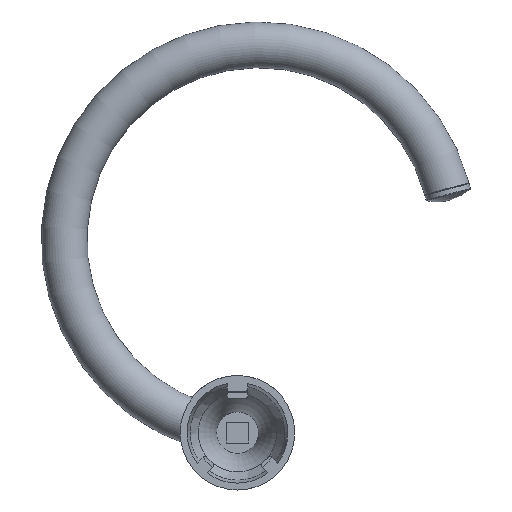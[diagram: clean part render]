
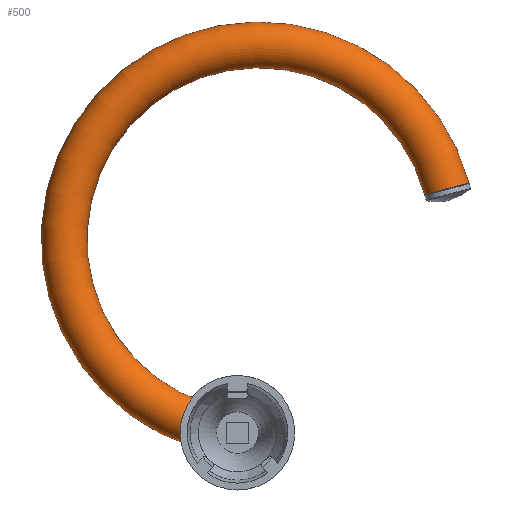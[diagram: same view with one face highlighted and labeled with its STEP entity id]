
A CAD part, front view. The second image highlights one B-rep face of the part: STEP entity #500.
In plain terms, the highlighted toroidal (fillet/blend) face has major radius 85 mm and minor radius 10 mm.
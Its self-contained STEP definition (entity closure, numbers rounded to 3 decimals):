
#136=TOROIDAL_SURFACE('',#1454,85.,10.);
#320=B_SPLINE_CURVE_WITH_KNOTS('',3,(#5155,#5156,#5157,#5158,#5159,#5160,
#5161,#5162,#5163,#5164,#5165,#5166,#5167,#5168,#5169,#5170,#5171,#5172,
#5173,#5174,#5175,#5176,#5177,#5178,#5179,#5180),.UNSPECIFIED.,.T.,.F.,
(2,2,2,2,2,2,2,2,2,2,2,2,2,2,2),(-0.063,0.,0.125,
0.25,0.312,0.375,0.437,
0.5,0.625,0.75,0.812,
0.875,0.938,1.,1.125),.UNSPECIFIED.);
#321=B_SPLINE_CURVE_WITH_KNOTS('',3,(#5183,#5184,#5185,#5186,#5187,#5188,
#5189,#5190,#5191,#5192,#5193,#5194,#5195,#5196,#5197,#5198,#5199,#5200),
 .UNSPECIFIED.,.T.,.F.,(2,2,2,2,2,2,2,2,2,2,2),(-0.125,0.,0.125,0.25,0.375,
0.5,0.625,0.75,0.875,1.,1.125),.UNSPECIFIED.);
#374=FACE_BOUND('',#676,.T.);
#375=FACE_BOUND('',#677,.T.);
#500=ADVANCED_FACE('',(#374,#375),#136,.T.);
#676=EDGE_LOOP('',(#1034));
#677=EDGE_LOOP('',(#1035));
#1034=ORIENTED_EDGE('',*,*,#1345,.T.);
#1035=ORIENTED_EDGE('',*,*,#1344,.F.);
#1165=VERTEX_POINT('',#5181);
#1166=VERTEX_POINT('',#5201);
#1344=EDGE_CURVE('',#1165,#1165,#320,.T.);
#1345=EDGE_CURVE('',#1166,#1166,#321,.T.);
#1454=AXIS2_PLACEMENT_3D('',#5202,#1721,#1722);
#1721=DIRECTION('',(0.,-1.,0.));
#1722=DIRECTION('',(-1.,0.,0.));
#5155=CARTESIAN_POINT('',(836.101,-333.564,-3.911));
#5156=CARTESIAN_POINT('',(838.457,-331.208,-7.424));
#5157=CARTESIAN_POINT('',(840.523,-329.143,-8.946));
#5158=CARTESIAN_POINT('',(844.931,-324.734,-10.425));
#5159=CARTESIAN_POINT('',(847.276,-322.389,-10.356));
#5160=CARTESIAN_POINT('',(850.478,-319.187,-8.844));
#5161=CARTESIAN_POINT('',(851.506,-318.159,-8.091));
#5162=CARTESIAN_POINT('',(853.253,-316.412,-6.062));
#5163=CARTESIAN_POINT('',(853.989,-315.676,-4.753));
#5164=CARTESIAN_POINT('',(854.793,-314.872,-1.752));
#5165=CARTESIAN_POINT('',(854.835,-314.83,-0.061));
#5166=CARTESIAN_POINT('',(854.16,-315.505,3.015));
#5167=CARTESIAN_POINT('',(853.483,-316.182,4.362));
#5168=CARTESIAN_POINT('',(850.999,-318.666,7.66));
#5169=CARTESIAN_POINT('',(848.824,-320.841,8.932));
#5170=CARTESIAN_POINT('',(844.438,-325.227,10.27));
#5171=CARTESIAN_POINT('',(842.129,-327.536,10.372));
#5172=CARTESIAN_POINT('',(838.817,-330.848,9.181));
#5173=CARTESIAN_POINT('',(837.75,-331.915,8.545));
#5174=CARTESIAN_POINT('',(835.952,-333.713,6.604));
#5175=CARTESIAN_POINT('',(835.232,-334.433,5.247));
#5176=CARTESIAN_POINT('',(834.61,-335.055,2.161));
#5177=CARTESIAN_POINT('',(834.705,-334.961,0.475));
#5178=CARTESIAN_POINT('',(835.461,-334.204,-2.548));
#5179=CARTESIAN_POINT('',(836.101,-333.564,-3.911));
#5180=CARTESIAN_POINT('',(838.457,-331.208,-7.424));
#5181=CARTESIAN_POINT('',(836.887,-332.778,-5.082));
#5183=CARTESIAN_POINT('',(946.581,-327.575,109.112));
#5184=CARTESIAN_POINT('',(946.581,-322.294,109.112));
#5185=CARTESIAN_POINT('',(945.54,-319.706,108.833));
#5186=CARTESIAN_POINT('',(941.928,-315.985,107.865));
#5187=CARTESIAN_POINT('',(939.42,-314.929,107.193));
#5188=CARTESIAN_POINT('',(934.384,-314.94,105.843));
#5189=CARTESIAN_POINT('',(931.865,-316.024,105.168));
#5190=CARTESIAN_POINT('',(928.306,-319.715,104.214));
#5191=CARTESIAN_POINT('',(927.261,-322.298,103.934));
#5192=CARTESIAN_POINT('',(927.263,-327.579,103.935));
#5193=CARTESIAN_POINT('',(928.312,-330.166,104.216));
#5194=CARTESIAN_POINT('',(931.879,-333.854,105.172));
#5195=CARTESIAN_POINT('',(934.378,-334.935,105.842));
#5196=CARTESIAN_POINT('',(939.471,-334.934,107.207));
#5197=CARTESIAN_POINT('',(941.969,-333.85,107.876));
#5198=CARTESIAN_POINT('',(945.53,-330.165,108.831));
#5199=CARTESIAN_POINT('',(946.581,-327.575,109.112));
#5200=CARTESIAN_POINT('',(946.581,-322.294,109.112));
#5201=CARTESIAN_POINT('',(946.581,-324.935,109.112));
#5202=CARTESIAN_POINT('',(854.87,-324.935,84.331));
